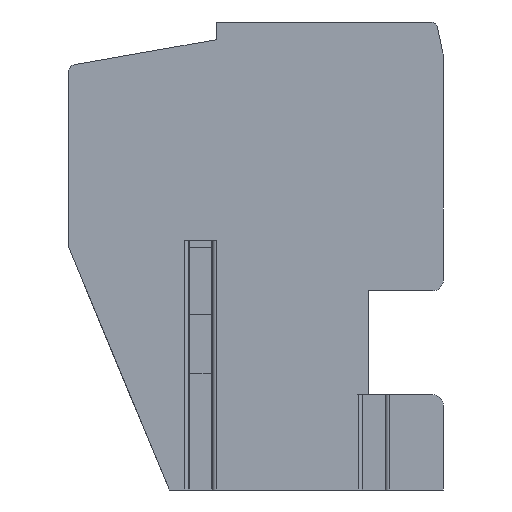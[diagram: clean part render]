
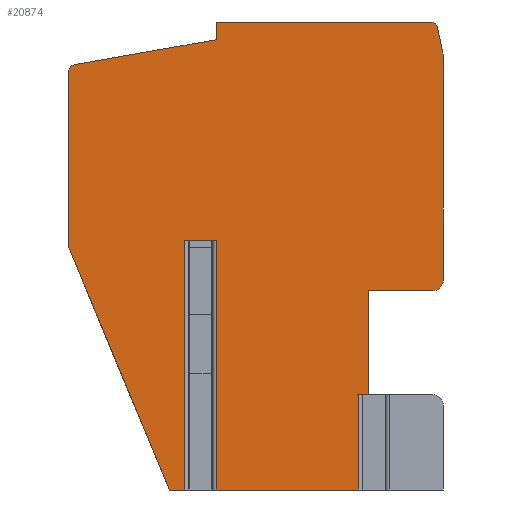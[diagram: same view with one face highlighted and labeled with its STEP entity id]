
A CAD part, left-side view. The second image highlights one B-rep face of the part: STEP entity #20874.
In plain terms, the highlighted planar face has unit normal (-1, 0, 0).
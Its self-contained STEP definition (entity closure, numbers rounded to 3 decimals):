
#18=DIRECTION('',(0.,0.,-1.));
#19=VECTOR('',#18,2.75);
#20=CARTESIAN_POINT('',(0.,-2.949,
-4.));
#21=LINE('',#20,#19);
#22=DIRECTION('',(0.,0.,-1.));
#23=VECTOR('',#22,7.2);
#24=CARTESIAN_POINT('',(0.,1.149,0.45));
#25=LINE('',#24,#23);
#26=DIRECTION('',(0.,1.,0.));
#27=VECTOR('',#26,0.901);
#28=CARTESIAN_POINT('',(0.,1.149,0.45));
#29=LINE('',#28,#27);
#30=DIRECTION('',(0.,0.,-1.));
#31=VECTOR('',#30,7.2);
#32=CARTESIAN_POINT('',(0.,2.05,0.45));
#33=LINE('',#32,#31);
#34=DIRECTION('',(0.,-0.383,-0.924));
#35=VECTOR('',#34,7.577);
#36=CARTESIAN_POINT('',(0.,5.4,0.25));
#37=LINE('',#36,#35);
#38=DIRECTION('',(0.,0.,1.));
#39=VECTOR('',#38,5.072);
#40=CARTESIAN_POINT('',(0.,5.4,0.25));
#41=LINE('',#40,#39);
#42=CARTESIAN_POINT('',(0.,5.2,5.322));
#43=DIRECTION('',(1.,0.,0.));
#44=DIRECTION('',(0.,1.,0.));
#45=AXIS2_PLACEMENT_3D('',#42,#43,#44);
#47=DIRECTION('',(0.,-0.985,0.174));
#48=VECTOR('',#47,4.148);
#49=CARTESIAN_POINT('',(0.,5.235,5.519));
#50=LINE('',#49,#48);
#51=DIRECTION('',(0.,0.,1.));
#52=VECTOR('',#51,0.511);
#53=CARTESIAN_POINT('',(0.,1.15,6.239));
#54=LINE('',#53,#52);
#55=DIRECTION('',(0.,-1.,0.));
#56=VECTOR('',#55,6.188);
#57=CARTESIAN_POINT('',(0.,1.15,6.75));
#58=LINE('',#57,#56);
#59=CARTESIAN_POINT('',(0.,-5.038,6.55));
#60=DIRECTION('',(1.,0.,0.));
#61=DIRECTION('',(0.,0.,1.));
#62=AXIS2_PLACEMENT_3D('',#59,#60,#61);
#64=DIRECTION('',(0.,-0.208,-0.978));
#65=VECTOR('',#64,0.747);
#66=CARTESIAN_POINT('',(0.,-5.234,6.592));
#67=LINE('',#66,#65);
#68=CARTESIAN_POINT('',(0.,-4.9,5.757));
#69=DIRECTION('',(1.,0.,0.));
#70=DIRECTION('',(0.,-0.978,0.208));
#71=AXIS2_PLACEMENT_3D('',#68,#69,#70);
#73=DIRECTION('',(0.,0.,-1.));
#74=VECTOR('',#73,6.457);
#75=CARTESIAN_POINT('',(0.,-5.4,5.757));
#76=LINE('',#75,#74);
#77=CARTESIAN_POINT('',(0.,-5.1,-0.7));
#78=DIRECTION('',(1.,0.,0.));
#79=DIRECTION('',(0.,-1.,0.));
#80=AXIS2_PLACEMENT_3D('',#77,#78,#79);
#82=DIRECTION('',(0.,1.,0.));
#83=VECTOR('',#82,1.85);
#84=CARTESIAN_POINT('',(0.,-5.1,-1.));
#85=LINE('',#84,#83);
#86=DIRECTION('',(0.,0.,-1.));
#87=VECTOR('',#86,3.);
#88=CARTESIAN_POINT('',(0.,-3.25,-1.));
#89=LINE('',#88,#87);
#90=DIRECTION('',(0.,-1.,0.));
#91=VECTOR('',#90,0.301);
#92=CARTESIAN_POINT('',(0.,-2.949,
-4.));
#93=LINE('',#92,#91);
#415=DIRECTION('',(0.,-1.,0.));
#416=VECTOR('',#415,0.45);
#417=CARTESIAN_POINT('',(0.,2.5,-6.75));
#418=LINE('',#417,#416);
#451=DIRECTION('',(0.,-1.,0.));
#452=VECTOR('',#451,4.098);
#453=CARTESIAN_POINT('',(0.,1.149,
-6.75));
#454=LINE('',#453,#452);
#16091=CARTESIAN_POINT('',(0.,5.4,5.322));
#16092=CARTESIAN_POINT('',(0.,5.235,5.519));
#16093=VERTEX_POINT('',#16091);
#16094=VERTEX_POINT('',#16092);
#16095=CARTESIAN_POINT('',(0.,1.15,6.239));
#16096=VERTEX_POINT('',#16095);
#16097=CARTESIAN_POINT('',(0.,1.15,6.75));
#16098=VERTEX_POINT('',#16097);
#16099=CARTESIAN_POINT('',(0.,-5.038,6.75));
#16100=VERTEX_POINT('',#16099);
#16101=CARTESIAN_POINT('',(0.,-5.234,6.592));
#16102=VERTEX_POINT('',#16101);
#16103=CARTESIAN_POINT('',(0.,-5.389,5.86));
#16104=VERTEX_POINT('',#16103);
#16105=CARTESIAN_POINT('',(0.,-5.4,5.757));
#16106=VERTEX_POINT('',#16105);
#16107=CARTESIAN_POINT('',(0.,-5.4,-0.7));
#16108=VERTEX_POINT('',#16107);
#16109=CARTESIAN_POINT('',(0.,-5.1,-1.));
#16110=VERTEX_POINT('',#16109);
#16111=CARTESIAN_POINT('',(0.,-3.25,-1.));
#16112=VERTEX_POINT('',#16111);
#17253=CARTESIAN_POINT('',(0.,5.4,0.25));
#17254=VERTEX_POINT('',#17253);
#17285=CARTESIAN_POINT('',(0.,1.149,
0.45));
#17286=CARTESIAN_POINT('',(0.,2.05,
0.45));
#17287=VERTEX_POINT('',#17285);
#17288=VERTEX_POINT('',#17286);
#17289=CARTESIAN_POINT('',(0.,1.149,
-6.75));
#17290=VERTEX_POINT('',#17289);
#17291=CARTESIAN_POINT('',(0.,2.05,
-6.75));
#17292=VERTEX_POINT('',#17291);
#17305=CARTESIAN_POINT('',(0.,2.5,-6.75));
#17306=VERTEX_POINT('',#17305);
#17317=CARTESIAN_POINT('',(0.,-2.949,
-4.));
#17318=CARTESIAN_POINT('',(0.,-2.949,
-6.75));
#17319=VERTEX_POINT('',#17317);
#17320=VERTEX_POINT('',#17318);
#17321=CARTESIAN_POINT('',(0.,-3.25,-4.));
#17322=VERTEX_POINT('',#17321);
#20827=CARTESIAN_POINT('',(0.,0.,0.));
#20828=DIRECTION('',(1.,0.,0.));
#20829=DIRECTION('',(0.,0.,-1.));
#20830=AXIS2_PLACEMENT_3D('',#20827,#20828,#20829);
#20831=PLANE('',#20830);
#20833=ORIENTED_EDGE('',*,*,#20832,.T.);
#20835=ORIENTED_EDGE('',*,*,#20834,.F.);
#20837=ORIENTED_EDGE('',*,*,#20836,.F.);
#20839=ORIENTED_EDGE('',*,*,#20838,.T.);
#20841=ORIENTED_EDGE('',*,*,#20840,.T.);
#20843=ORIENTED_EDGE('',*,*,#20842,.F.);
#20845=ORIENTED_EDGE('',*,*,#20844,.F.);
#20847=ORIENTED_EDGE('',*,*,#20846,.T.);
#20849=ORIENTED_EDGE('',*,*,#20848,.T.);
#20851=ORIENTED_EDGE('',*,*,#20850,.T.);
#20853=ORIENTED_EDGE('',*,*,#20852,.T.);
#20855=ORIENTED_EDGE('',*,*,#20854,.T.);
#20857=ORIENTED_EDGE('',*,*,#20856,.T.);
#20859=ORIENTED_EDGE('',*,*,#20858,.T.);
#20861=ORIENTED_EDGE('',*,*,#20860,.T.);
#20863=ORIENTED_EDGE('',*,*,#20862,.T.);
#20865=ORIENTED_EDGE('',*,*,#20864,.T.);
#20867=ORIENTED_EDGE('',*,*,#20866,.T.);
#20869=ORIENTED_EDGE('',*,*,#20868,.T.);
#20871=ORIENTED_EDGE('',*,*,#20870,.F.);
#20872=EDGE_LOOP('',(#20833,#20835,#20837,#20839,#20841,#20843,#20845,#20847,
#20849,#20851,#20853,#20855,#20857,#20859,#20861,#20863,#20865,#20867,#20869,
#20871));
#20873=FACE_OUTER_BOUND('',#20872,.F.);
#20874=ADVANCED_FACE('',(#20873),#20831,.F.);
#46=CIRCLE('',#45,0.2);
#63=CIRCLE('',#62,0.2);
#72=CIRCLE('',#71,0.5);
#81=CIRCLE('',#80,0.3);
#20832=EDGE_CURVE('',#17319,#17320,#21,.T.);
#20834=EDGE_CURVE('',#17290,#17320,#454,.T.);
#20836=EDGE_CURVE('',#17287,#17290,#25,.T.);
#20838=EDGE_CURVE('',#17287,#17288,#29,.T.);
#20840=EDGE_CURVE('',#17288,#17292,#33,.T.);
#20842=EDGE_CURVE('',#17306,#17292,#418,.T.);
#20844=EDGE_CURVE('',#17254,#17306,#37,.T.);
#20846=EDGE_CURVE('',#17254,#16093,#41,.T.);
#20848=EDGE_CURVE('',#16093,#16094,#46,.T.);
#20850=EDGE_CURVE('',#16094,#16096,#50,.T.);
#20852=EDGE_CURVE('',#16096,#16098,#54,.T.);
#20854=EDGE_CURVE('',#16098,#16100,#58,.T.);
#20856=EDGE_CURVE('',#16100,#16102,#63,.T.);
#20858=EDGE_CURVE('',#16102,#16104,#67,.T.);
#20860=EDGE_CURVE('',#16104,#16106,#72,.T.);
#20862=EDGE_CURVE('',#16106,#16108,#76,.T.);
#20864=EDGE_CURVE('',#16108,#16110,#81,.T.);
#20866=EDGE_CURVE('',#16110,#16112,#85,.T.);
#20868=EDGE_CURVE('',#16112,#17322,#89,.T.);
#20870=EDGE_CURVE('',#17319,#17322,#93,.T.);
